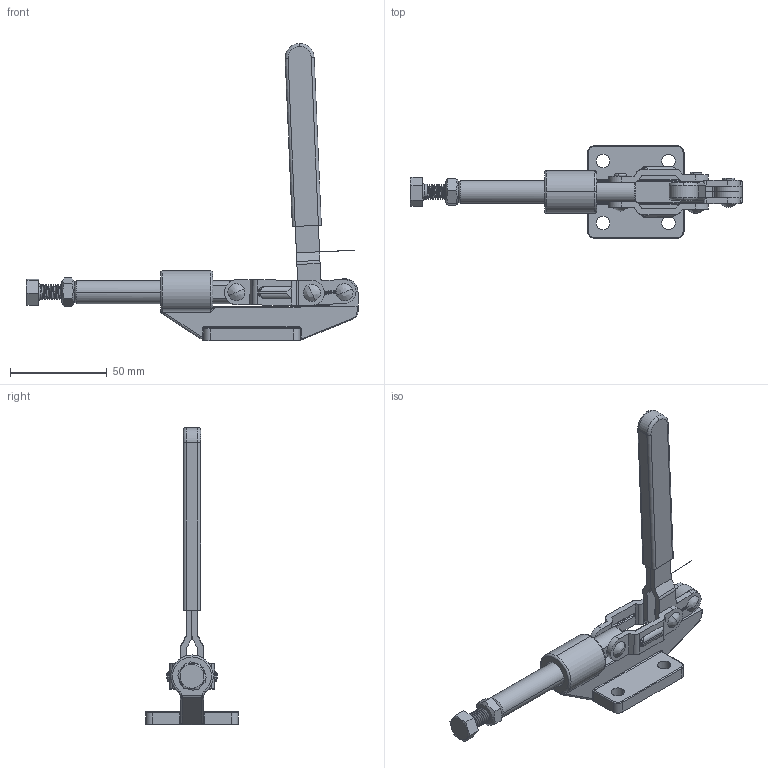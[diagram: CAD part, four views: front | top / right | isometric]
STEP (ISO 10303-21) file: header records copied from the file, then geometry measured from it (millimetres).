
FILE_DESCRIPTION (( 'STEP AP203' ), '1' );
FILE_NAME ('CH-305-BM.STEP', '2010-06-07T01:49:18', ( '微软用户' ), ( '微软中国' ), 'SwSTEP 2.0', 'SolidWorks 2008', '' );
FILE_SCHEMA (( 'CONFIG_CONTROL_DESIGN' ));
Length unit declared in the file: millimetre
Products named in the file (11): M8 Nut_默认; CH-305-BM-01 BASE_默认; CH-305-BM-07_默认; CH-305-BM-08_默认; CH-305-BM; CH-305-BM-02 CREST STALK_默认; CH-305-BM-03 HANDLE_默认; CH-305-BM-04 CONNECTING-PLATE_默认; CH-SA-085012 SPINDLE SUPPLIED_默认; CH-305-BM-09_默认; CH-305-BM-06_默认
Assembly tree (11 placements, depth 2):
  CH-305-BM
    CH-SA-085012 SPINDLE SUPPLIED_默认
    CH-305-BM-02 CREST STALK_默认
    CH-305-BM-06_默认
    CH-305-BM-03 HANDLE_默认
    CH-305-BM-09_默认
    CH-305-BM-01 BASE_默认
    CH-305-BM-04 CONNECTING-PLATE_默认  x2
    M8 Nut_默认
    CH-305-BM-07_默认
    CH-305-BM-08_默认
Bounding box: 171.88 x 48 x 153.77 mm (x, y, z)
Volume: 68865.4 mm3; surface area: 42868.5 mm2
Topology: 12 solids, 12 shells, 849 faces, 2287 edges, 1478 vertices
Faces by surface type: cylinder 287, plane 284, bspline 220, torus 31, cone 25, sphere 2
Entity records: 40214 total; most frequent: CARTESIAN_POINT 21241, ORIENTED_EDGE 4288, DIRECTION 2869, EDGE_CURVE 2144, VERTEX_POINT 1399, LINE 1071, VECTOR 1071, AXIS2_PLACEMENT_3D 899
